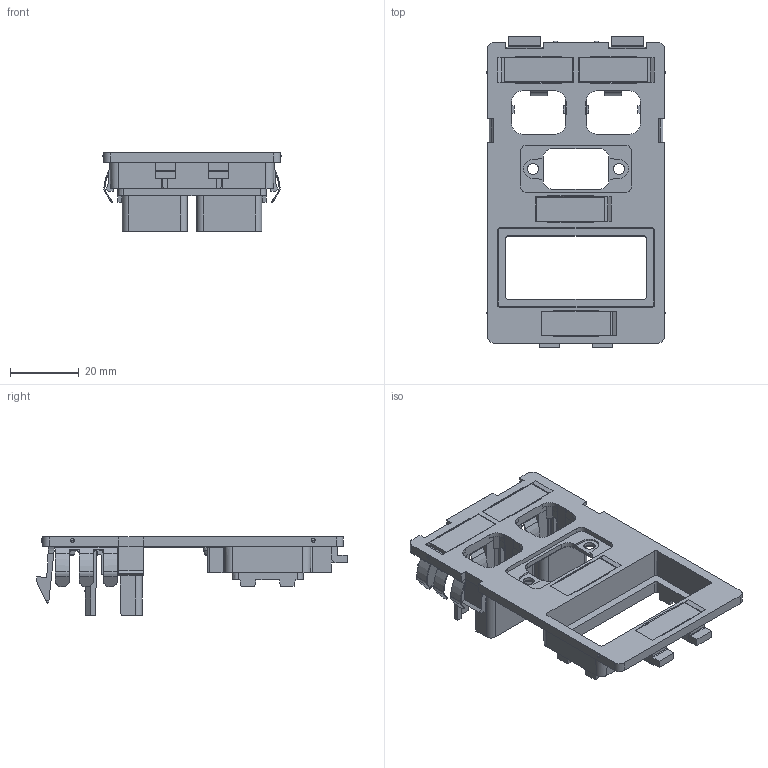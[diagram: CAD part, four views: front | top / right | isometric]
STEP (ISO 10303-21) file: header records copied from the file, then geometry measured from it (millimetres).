
FILE_DESCRIPTION(('CATIA V5 STEP Exchange','CAx-IF Rec.Pracs.--- Model Styling and Organization---1.4--- 2014-01-23'),'2;1');
FILE_NAME ('013594-3_3', '2019-10-22T08:12:01+00:00', ('none'), ('Weidmueller'), 'CATIA Version 5-6 Release 2016 SP3 HF44', 'CATIA V5 STEP AP214', 'none');
FILE_SCHEMA(('AUTOMOTIVE_DESIGN { 1 0 10303 214 1 1 1 1 }'));
Length unit declared in the file: millimetre
Products named in the file (1): 1450600000
Bounding box: 51.9 x 90.5 x 22.8 mm (x, y, z)
Volume: 13424.1 mm3; surface area: 21558.2 mm2
Topology: 6 solids, 6 shells, 1054 faces, 2812 edges, 1795 vertices
Faces by surface type: plane 688, cylinder 270, bspline 30, torus 30, cone 22, sphere 12, extrusion 2
Entity records: 31959 total; most frequent: CARTESIAN_POINT 7445, ORIENTED_EDGE 5600, DIRECTION 4067, EDGE_CURVE 2800, VECTOR 1998, LINE 1996, VERTEX_POINT 1795, AXIS2_PLACEMENT_3D 1301
